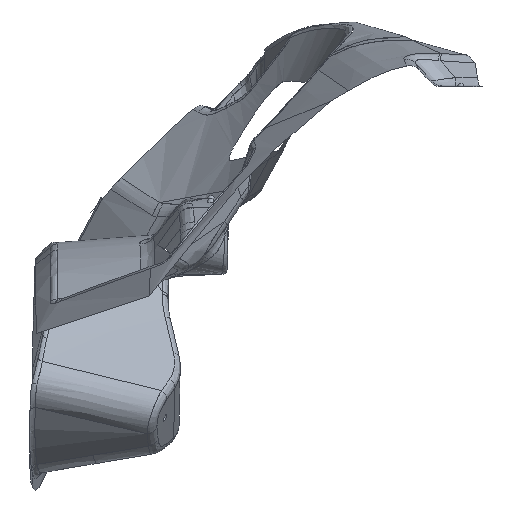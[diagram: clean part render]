
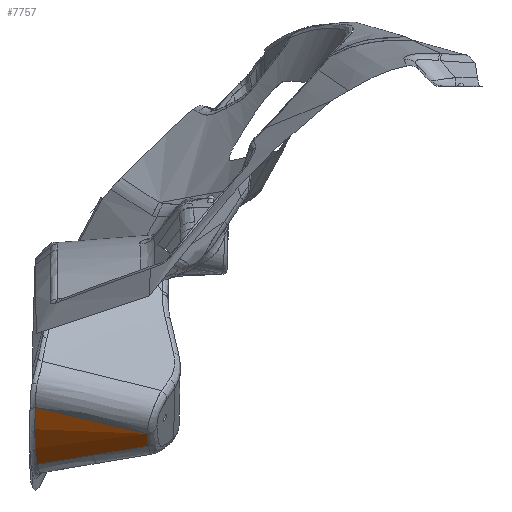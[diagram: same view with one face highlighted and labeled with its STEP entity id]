
A CAD part, left-side view. The second image highlights one B-rep face of the part: STEP entity #7757.
In plain terms, the highlighted free-form (B-spline) face has degree [1, 3] with [2, 4] control points.
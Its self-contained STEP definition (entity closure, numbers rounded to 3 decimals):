
#686=FACE_OUTER_BOUND('',#1014,.T.);
#1014=EDGE_LOOP('',(#6203,#6204,#6205,#6206));
#1625=B_SPLINE_CURVE_WITH_KNOTS('',3,(#18747,#18748,#18749,#18750,#18751,
#18752,#18753,#18754,#18755,#18756),.UNSPECIFIED.,.F.,.F.,(4,3,3,4),(-0.777,
-0.576,-0.439,-0.327),.UNSPECIFIED.);
#1626=B_SPLINE_CURVE_WITH_KNOTS('',3,(#18758,#18759,#18760,#18761,#18762,
#18763,#18764,#18765,#18766,#18767,#18768,#18769,#18770,#18771,#18772,#18773,
#18774,#18775,#18776,#18777,#18778,#18779,#18780,#18781,#18782,#18783,#18784,
#18785,#18786,#18787,#18788,#18789,#18790,#18791),.UNSPECIFIED.,.F.,.F.,
(4,3,3,3,3,3,3,3,3,3,3,4),(-6.122,-5.74,-5.358,
-4.764,-4.618,-4.022,-3.882,
-3.135,-2.361,-1.574,-0.786,
0.),.UNSPECIFIED.);
#1627=B_SPLINE_CURVE_WITH_KNOTS('',3,(#18793,#18794,#18795,#18796,#18797,
#18798,#18799),.UNSPECIFIED.,.F.,.F.,(4,3,4),(-0.83,-0.699,
-0.255),.UNSPECIFIED.);
#1628=B_SPLINE_CURVE_WITH_KNOTS('',3,(#18800,#18801,#18802,#18803,#18804,
#18805,#18806,#18807,#18808,#18809,#18810,#18811,#18812),.UNSPECIFIED.,
 .F.,.F.,(4,3,3,3,4),(-1.581,-1.194,-0.798,
-0.399,0.),.UNSPECIFIED.);
#3096=VERTEX_POINT('',#18745);
#3097=VERTEX_POINT('',#18746);
#3098=VERTEX_POINT('',#18757);
#3099=VERTEX_POINT('',#18792);
#4643=EDGE_CURVE('',#3096,#3097,#1625,.T.);
#4644=EDGE_CURVE('',#3098,#3096,#1626,.T.);
#4645=EDGE_CURVE('',#3099,#3098,#1627,.T.);
#4646=EDGE_CURVE('',#3097,#3099,#1628,.T.);
#6203=ORIENTED_EDGE('',*,*,#4643,.F.);
#6204=ORIENTED_EDGE('',*,*,#4644,.F.);
#6205=ORIENTED_EDGE('',*,*,#4645,.F.);
#6206=ORIENTED_EDGE('',*,*,#4646,.F.);
#7431=B_SPLINE_SURFACE_WITH_KNOTS('',1,3,((#18737,#18738,#18739,#18740),
(#18741,#18742,#18743,#18744)),.UNSPECIFIED.,.F.,.F.,.F.,(2,2),(4,4),(0.,
1.),(0.,1.),.UNSPECIFIED.);
#7757=ADVANCED_FACE('',(#686),#7431,.T.);
#18737=CARTESIAN_POINT('Ctrl Pts',(-3564.832,895.238,683.271));
#18738=CARTESIAN_POINT('Ctrl Pts',(-3541.879,903.918,653.359));
#18739=CARTESIAN_POINT('Ctrl Pts',(-3509.906,912.607,634.434));
#18740=CARTESIAN_POINT('Ctrl Pts',(-3473.12,921.301,625.263));
#18741=CARTESIAN_POINT('Ctrl Pts',(-3582.911,1021.7,668.846));
#18742=CARTESIAN_POINT('Ctrl Pts',(-3556.025,1030.404,635.058));
#18743=CARTESIAN_POINT('Ctrl Pts',(-3519.643,1039.09,613.452));
#18744=CARTESIAN_POINT('Ctrl Pts',(-3478.49,1047.763,602.767));
#18745=CARTESIAN_POINT('',(-3577.139,1009.477,665.694));
#18746=CARTESIAN_POINT('',(-3537.054,936.503,648.467));
#18747=CARTESIAN_POINT('Ctrl Pts',(-3577.139,1009.477,665.694));
#18748=CARTESIAN_POINT('Ctrl Pts',(-3571.681,998.048,662.814));
#18749=CARTESIAN_POINT('Ctrl Pts',(-3566.078,986.959,660.061));
#18750=CARTESIAN_POINT('Ctrl Pts',(-3560.215,976.086,657.443));
#18751=CARTESIAN_POINT('Ctrl Pts',(-3556.215,968.668,655.657));
#18752=CARTESIAN_POINT('Ctrl Pts',(-3552.094,961.35,653.935));
#18753=CARTESIAN_POINT('Ctrl Pts',(-3547.815,954.092,652.293));
#18754=CARTESIAN_POINT('Ctrl Pts',(-3544.328,948.177,650.955));
#18755=CARTESIAN_POINT('Ctrl Pts',(-3540.741,942.313,649.674));
#18756=CARTESIAN_POINT('Ctrl Pts',(-3537.054,936.503,648.467));
#18757=CARTESIAN_POINT('',(-3528.9,1008.283,628.62));
#18758=CARTESIAN_POINT('Ctrl Pts',(-3528.9,1008.283,628.62));
#18759=CARTESIAN_POINT('Ctrl Pts',(-3529.512,1008.343,628.933));
#18760=CARTESIAN_POINT('Ctrl Pts',(-3530.894,1008.479,629.649));
#18761=CARTESIAN_POINT('Ctrl Pts',(-3532.264,1008.614,630.388));
#18762=CARTESIAN_POINT('Ctrl Pts',(-3533.635,1008.748,631.127));
#18763=CARTESIAN_POINT('Ctrl Pts',(-3534.995,1008.88,631.89));
#18764=CARTESIAN_POINT('Ctrl Pts',(-3535.595,1008.932,632.231));
#18765=CARTESIAN_POINT('Ctrl Pts',(-3537.393,1009.09,633.253));
#18766=CARTESIAN_POINT('Ctrl Pts',(-3538.968,1009.188,634.193));
#18767=CARTESIAN_POINT('Ctrl Pts',(-3540.659,1009.263,635.245));
#18768=CARTESIAN_POINT('Ctrl Pts',(-3541.075,1009.281,635.504));
#18769=CARTESIAN_POINT('Ctrl Pts',(-3541.498,1009.298,635.769));
#18770=CARTESIAN_POINT('Ctrl Pts',(-3541.932,1009.314,636.045));
#18771=CARTESIAN_POINT('Ctrl Pts',(-3543.516,1009.371,637.052));
#18772=CARTESIAN_POINT('Ctrl Pts',(-3545.291,1009.416,638.223));
#18773=CARTESIAN_POINT('Ctrl Pts',(-3546.924,1009.451,639.344));
#18774=CARTESIAN_POINT('Ctrl Pts',(-3547.309,1009.459,639.608));
#18775=CARTESIAN_POINT('Ctrl Pts',(-3547.686,1009.467,639.869));
#18776=CARTESIAN_POINT('Ctrl Pts',(-3548.051,1009.474,640.124));
#18777=CARTESIAN_POINT('Ctrl Pts',(-3550.066,1009.513,641.531));
#18778=CARTESIAN_POINT('Ctrl Pts',(-3552.114,1009.544,643.027));
#18779=CARTESIAN_POINT('Ctrl Pts',(-3554.079,1009.567,644.528));
#18780=CARTESIAN_POINT('Ctrl Pts',(-3556.115,1009.59,646.084));
#18781=CARTESIAN_POINT('Ctrl Pts',(-3558.142,1009.606,647.705));
#18782=CARTESIAN_POINT('Ctrl Pts',(-3560.121,1009.614,649.362));
#18783=CARTESIAN_POINT('Ctrl Pts',(-3562.123,1009.622,651.038));
#18784=CARTESIAN_POINT('Ctrl Pts',(-3564.1,1009.623,652.77));
#18785=CARTESIAN_POINT('Ctrl Pts',(-3566.04,1009.616,654.551));
#18786=CARTESIAN_POINT('Ctrl Pts',(-3567.965,1009.609,656.316));
#18787=CARTESIAN_POINT('Ctrl Pts',(-3569.86,1009.594,658.134));
#18788=CARTESIAN_POINT('Ctrl Pts',(-3571.721,1009.571,660.003));
#18789=CARTESIAN_POINT('Ctrl Pts',(-3573.56,1009.548,661.85));
#18790=CARTESIAN_POINT('Ctrl Pts',(-3575.365,1009.518,663.744));
#18791=CARTESIAN_POINT('Ctrl Pts',(-3577.139,1009.477,665.694));
#18792=CARTESIAN_POINT('',(-3523.442,935.681,640.478));
#18793=CARTESIAN_POINT('Ctrl Pts',(-3523.442,935.681,640.478));
#18794=CARTESIAN_POINT('Ctrl Pts',(-3523.82,941.214,639.554));
#18795=CARTESIAN_POINT('Ctrl Pts',(-3524.208,946.755,638.634));
#18796=CARTESIAN_POINT('Ctrl Pts',(-3524.603,952.275,637.721));
#18797=CARTESIAN_POINT('Ctrl Pts',(-3525.953,971.124,634.607));
#18798=CARTESIAN_POINT('Ctrl Pts',(-3527.43,990.331,631.488));
#18799=CARTESIAN_POINT('Ctrl Pts',(-3528.9,1008.283,628.62));
#18800=CARTESIAN_POINT('Ctrl Pts',(-3537.054,936.503,648.467));
#18801=CARTESIAN_POINT('Ctrl Pts',(-3535.964,936.468,647.748));
#18802=CARTESIAN_POINT('Ctrl Pts',(-3534.825,936.421,647.018));
#18803=CARTESIAN_POINT('Ctrl Pts',(-3533.727,936.368,646.335));
#18804=CARTESIAN_POINT('Ctrl Pts',(-3532.606,936.315,645.637));
#18805=CARTESIAN_POINT('Ctrl Pts',(-3531.477,936.253,644.955));
#18806=CARTESIAN_POINT('Ctrl Pts',(-3530.347,936.185,644.292));
#18807=CARTESIAN_POINT('Ctrl Pts',(-3529.207,936.115,643.623));
#18808=CARTESIAN_POINT('Ctrl Pts',(-3528.066,936.039,642.974));
#18809=CARTESIAN_POINT('Ctrl Pts',(-3526.917,935.955,642.339));
#18810=CARTESIAN_POINT('Ctrl Pts',(-3525.77,935.871,641.706));
#18811=CARTESIAN_POINT('Ctrl Pts',(-3524.596,935.779,641.077));
#18812=CARTESIAN_POINT('Ctrl Pts',(-3523.442,935.681,640.478));
